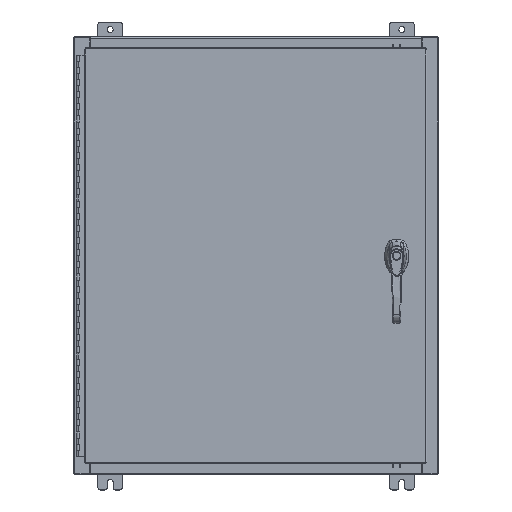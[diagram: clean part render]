
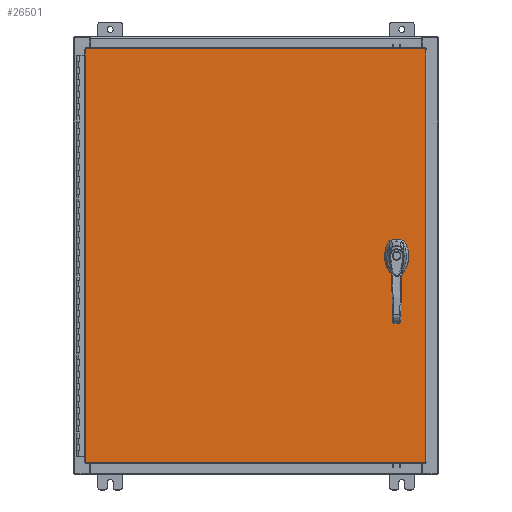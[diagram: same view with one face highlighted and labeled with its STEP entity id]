
A CAD part, top view. The second image highlights one B-rep face of the part: STEP entity #26501.
In plain terms, the highlighted planar face has unit normal (0, 0, 1).
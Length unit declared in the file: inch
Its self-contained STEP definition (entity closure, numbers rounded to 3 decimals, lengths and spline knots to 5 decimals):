
#181 = DIRECTION ( 'NONE',  ( 0., 0., -1. ) ) ;
#3590 = LINE ( 'NONE', #29103, #77094 ) ;
#3812 = LINE ( 'NONE', #14747, #23257 ) ;
#3955 = AXIS2_PLACEMENT_3D ( 'NONE', #19028, #181, #67304 ) ;
#5262 = VERTEX_POINT ( 'NONE', #61708 ) ;
#5419 = AXIS2_PLACEMENT_3D ( 'NONE', #11504, #78653, #21166 ) ;
#5736 = ORIENTED_EDGE ( 'NONE', *, *, #96842, .F. ) ;
#7453 = DIRECTION ( 'NONE',  ( 0., 0., 1. ) ) ;
#8921 = EDGE_CURVE ( 'NONE', #81015, #114803, #66861, .T. ) ;
#10249 = ORIENTED_EDGE ( 'NONE', *, *, #10815, .T. ) ;
#10281 = LINE ( 'NONE', #48115, #32837 ) ;
#10815 = EDGE_CURVE ( 'NONE', #59464, #49723, #3590, .T. ) ;
#11273 = DIRECTION ( 'NONE',  ( 0., -1., 0. ) ) ;
#11504 = CARTESIAN_POINT ( 'NONE',  ( 11.578, 0., 0. ) ) ;
#11742 = CARTESIAN_POINT ( 'NONE',  ( -13.9903, -17.0063, 0. ) ) ;
#13067 = CARTESIAN_POINT ( 'NONE',  ( 11.175, 0., 0. ) ) ;
#14747 = CARTESIAN_POINT ( 'NONE',  ( 0., -0.403, 0. ) ) ;
#18938 = CARTESIAN_POINT ( 'NONE',  ( 11.981, 0.20023, 0. ) ) ;
#19028 = CARTESIAN_POINT ( 'NONE',  ( 0., 0., 0. ) ) ;
#20705 = CARTESIAN_POINT ( 'NONE',  ( -13.9903, -17.0063, 0. ) ) ;
#21166 = DIRECTION ( 'NONE',  ( 1., 0., 0. ) ) ;
#22703 = ORIENTED_EDGE ( 'NONE', *, *, #62950, .F. ) ;
#22729 = DIRECTION ( 'NONE',  ( 0., -1., 0. ) ) ;
#23257 = VECTOR ( 'NONE', #110840, 39.37008 ) ;
#26362 = EDGE_CURVE ( 'NONE', #107180, #67569, #102533, .T. ) ;
#26425 = ORIENTED_EDGE ( 'NONE', *, *, #50899, .F. ) ;
#26501 = ADVANCED_FACE ( 'NONE', ( #48421, #73977, #121964 ), #115092, .F. ) ;
#27084 = CARTESIAN_POINT ( 'NONE',  ( 11.578, 0., 0. ) ) ;
#28750 = EDGE_CURVE ( 'NONE', #40568, #61340, #82668, .T. ) ;
#29103 = CARTESIAN_POINT ( 'NONE',  ( 13.9903, -17.0063, 0. ) ) ;
#32362 = ORIENTED_EDGE ( 'NONE', *, *, #107984, .F. ) ;
#32837 = VECTOR ( 'NONE', #86253, 39.37008 ) ;
#36066 = ORIENTED_EDGE ( 'NONE', *, *, #113137, .F. ) ;
#36212 = ORIENTED_EDGE ( 'NONE', *, *, #28750, .F. ) ;
#36735 = DIRECTION ( 'NONE',  ( 1., 0., 0. ) ) ;
#37018 = AXIS2_PLACEMENT_3D ( 'NONE', #64890, #7453, #74536 ) ;
#38340 = DIRECTION ( 'NONE',  ( 0., 0., 1. ) ) ;
#40568 = VERTEX_POINT ( 'NONE', #102349 ) ;
#41127 = CARTESIAN_POINT ( 'NONE',  ( 13.9903, 17.0063, 0. ) ) ;
#41305 = EDGE_LOOP ( 'NONE', ( #5736, #36212 ) ) ;
#41371 = VECTOR ( 'NONE', #11273, 39.37008 ) ;
#41589 = ORIENTED_EDGE ( 'NONE', *, *, #75024, .F. ) ;
#42464 = LINE ( 'NONE', #13067, #115894 ) ;
#42673 = DIRECTION ( 'NONE',  ( 0., 0., 1. ) ) ;
#45390 = DIRECTION ( 'NONE',  ( -1., 0., 0. ) ) ;
#46338 = AXIS2_PLACEMENT_3D ( 'NONE', #106349, #48853, #115903 ) ;
#48112 = LINE ( 'NONE', #121714, #121666 ) ;
#48115 = CARTESIAN_POINT ( 'NONE',  ( -13.9903, 17.0063, 0. ) ) ;
#48149 = AXIS2_PLACEMENT_3D ( 'NONE', #95800, #38340, #105469 ) ;
#48421 = FACE_BOUND ( 'NONE', #41305, .T. ) ;
#48853 = DIRECTION ( 'NONE',  ( 0., 0., 1. ) ) ;
#49658 = VERTEX_POINT ( 'NONE', #11742 ) ;
#49723 = VERTEX_POINT ( 'NONE', #41127 ) ;
#50899 = EDGE_CURVE ( 'NONE', #87994, #120902, #3812, .T. ) ;
#51354 = AXIS2_PLACEMENT_3D ( 'NONE', #27084, #94175, #36735 ) ;
#53896 = EDGE_CURVE ( 'NONE', #49658, #59464, #81448, .T. ) ;
#55924 = VECTOR ( 'NONE', #78620, 39.37008 ) ;
#56153 = CARTESIAN_POINT ( 'NONE',  ( 13.9903, -17.0063, 0. ) ) ;
#56581 = ORIENTED_EDGE ( 'NONE', *, *, #26362, .F. ) ;
#59464 = VERTEX_POINT ( 'NONE', #56153 ) ;
#60382 = CARTESIAN_POINT ( 'NONE',  ( 11.175, -0.20023, 0. ) ) ;
#61340 = VERTEX_POINT ( 'NONE', #75686 ) ;
#61708 = CARTESIAN_POINT ( 'NONE',  ( 11.77823, 0.403, 0. ) ) ;
#61774 = ORIENTED_EDGE ( 'NONE', *, *, #114210, .T. ) ;
#61784 = CARTESIAN_POINT ( 'NONE',  ( -13.9903, 17.0063, 0. ) ) ;
#62950 = EDGE_CURVE ( 'NONE', #5262, #107180, #48112, .T. ) ;
#64706 = CARTESIAN_POINT ( 'NONE',  ( 11.981, -0.20023, 0. ) ) ;
#64817 = EDGE_CURVE ( 'NONE', #85794, #49658, #10281, .T. ) ;
#64890 = CARTESIAN_POINT ( 'NONE',  ( 11.578, -1.338, 0. ) ) ;
#66861 = LINE ( 'NONE', #106961, #41371 ) ;
#67304 = DIRECTION ( 'NONE',  ( -1., 0., 0. ) ) ;
#67549 = CARTESIAN_POINT ( 'NONE',  ( 11.77823, -0.403, 0. ) ) ;
#67569 = VERTEX_POINT ( 'NONE', #123341 ) ;
#73322 = VECTOR ( 'NONE', #115495, 39.37008 ) ;
#73977 = FACE_OUTER_BOUND ( 'NONE', #85184, .T. ) ;
#74536 = DIRECTION ( 'NONE',  ( 1., 0., 0. ) ) ;
#74998 = CARTESIAN_POINT ( 'NONE',  ( 11.37777, 0.403, 0. ) ) ;
#75024 = EDGE_CURVE ( 'NONE', #81015, #5262, #98456, .T. ) ;
#75298 = ORIENTED_EDGE ( 'NONE', *, *, #53896, .T. ) ;
#75686 = CARTESIAN_POINT ( 'NONE',  ( 11.7495, -1.338, 0. ) ) ;
#77094 = VECTOR ( 'NONE', #96242, 39.37008 ) ;
#77334 = CARTESIAN_POINT ( 'NONE',  ( 13.9903, 17.0063, 0. ) ) ;
#78620 = DIRECTION ( 'NONE',  ( 1., 0., 0. ) ) ;
#78653 = DIRECTION ( 'NONE',  ( 0., 0., 1. ) ) ;
#79427 = CIRCLE ( 'NONE', #81258, 0.45 ) ;
#81015 = VERTEX_POINT ( 'NONE', #18938 ) ;
#81258 = AXIS2_PLACEMENT_3D ( 'NONE', #100133, #42673, #109781 ) ;
#81448 = LINE ( 'NONE', #20705, #55924 ) ;
#82668 = CIRCLE ( 'NONE', #37018, 0.1715 ) ;
#85184 = EDGE_LOOP ( 'NONE', ( #75298, #10249, #61774, #89253 ) ) ;
#85794 = VERTEX_POINT ( 'NONE', #61784 ) ;
#86176 = VERTEX_POINT ( 'NONE', #60382 ) ;
#86253 = DIRECTION ( 'NONE',  ( 0., -1., 0. ) ) ;
#87994 = VERTEX_POINT ( 'NONE', #99632 ) ;
#89253 = ORIENTED_EDGE ( 'NONE', *, *, #64817, .T. ) ;
#92210 = EDGE_CURVE ( 'NONE', #120902, #114803, #114071, .T. ) ;
#93987 = ORIENTED_EDGE ( 'NONE', *, *, #8921, .T. ) ;
#94175 = DIRECTION ( 'NONE',  ( 0., 0., 1. ) ) ;
#95800 = CARTESIAN_POINT ( 'NONE',  ( 11.578, -1.338, 0. ) ) ;
#96242 = DIRECTION ( 'NONE',  ( 0., 1., 0. ) ) ;
#96842 = EDGE_CURVE ( 'NONE', #61340, #40568, #120700, .T. ) ;
#98456 = CIRCLE ( 'NONE', #5419, 0.45 ) ;
#98802 = LINE ( 'NONE', #77334, #73322 ) ;
#99632 = CARTESIAN_POINT ( 'NONE',  ( 11.37777, -0.403, 0. ) ) ;
#100133 = CARTESIAN_POINT ( 'NONE',  ( 11.578, 0., 0. ) ) ;
#102349 = CARTESIAN_POINT ( 'NONE',  ( 11.4065, -1.338, 0. ) ) ;
#102533 = CIRCLE ( 'NONE', #51354, 0.45 ) ;
#105469 = DIRECTION ( 'NONE',  ( 1., 0., 0. ) ) ;
#106349 = CARTESIAN_POINT ( 'NONE',  ( 11.578, 0., 0. ) ) ;
#106961 = CARTESIAN_POINT ( 'NONE',  ( 11.981, 0., 0. ) ) ;
#107180 = VERTEX_POINT ( 'NONE', #74998 ) ;
#107984 = EDGE_CURVE ( 'NONE', #67569, #86176, #42464, .T. ) ;
#108895 = ORIENTED_EDGE ( 'NONE', *, *, #92210, .F. ) ;
#109781 = DIRECTION ( 'NONE',  ( 1., 0., 0. ) ) ;
#110840 = DIRECTION ( 'NONE',  ( 1., 0., 0. ) ) ;
#112190 = EDGE_LOOP ( 'NONE', ( #93987, #108895, #26425, #36066, #32362, #56581, #22703, #41589 ) ) ;
#113137 = EDGE_CURVE ( 'NONE', #86176, #87994, #79427, .T. ) ;
#114071 = CIRCLE ( 'NONE', #46338, 0.45 ) ;
#114210 = EDGE_CURVE ( 'NONE', #49723, #85794, #98802, .T. ) ;
#114803 = VERTEX_POINT ( 'NONE', #64706 ) ;
#115092 = PLANE ( 'NONE',  #3955 ) ;
#115495 = DIRECTION ( 'NONE',  ( -1., 0., 0. ) ) ;
#115894 = VECTOR ( 'NONE', #22729, 39.37008 ) ;
#115903 = DIRECTION ( 'NONE',  ( 1., 0., 0. ) ) ;
#120700 = CIRCLE ( 'NONE', #48149, 0.1715 ) ;
#120902 = VERTEX_POINT ( 'NONE', #67549 ) ;
#121666 = VECTOR ( 'NONE', #45390, 39.37008 ) ;
#121714 = CARTESIAN_POINT ( 'NONE',  ( 0., 0.403, 0. ) ) ;
#121964 = FACE_BOUND ( 'NONE', #112190, .T. ) ;
#123341 = CARTESIAN_POINT ( 'NONE',  ( 11.175, 0.20023, 0. ) ) ;
